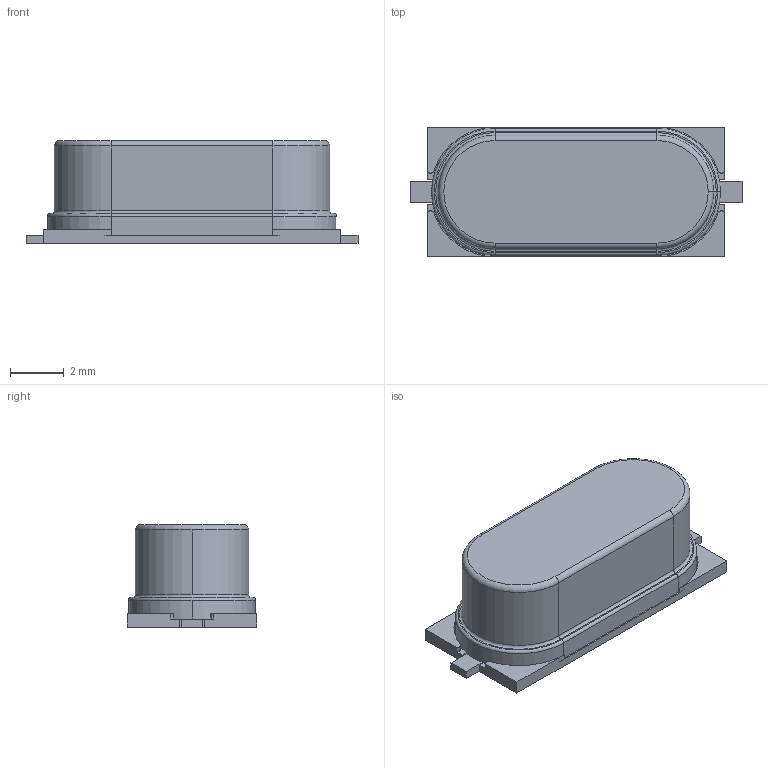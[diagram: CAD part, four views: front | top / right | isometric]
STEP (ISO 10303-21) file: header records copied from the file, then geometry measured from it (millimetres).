
FILE_DESCRIPTION (( 'STEP AP214' ), '1' );
FILE_NAME ('HC-49S_L11.0-W4.8-LS12.STEP', '2021-09-12T10:39:25', ( '' ), ( '' ), 'SwSTEP 2.0', 'SolidWorks 2018', '' );
FILE_SCHEMA (( 'AUTOMOTIVE_DESIGN' ));
Length unit declared in the file: millimetre
Products named in the file (1): HC-49S_L11.0-W4.8-LS12
Bounding box: 12.3 x 4.8 x 3.81 mm (x, y, z)
Volume: 158.4 mm3; surface area: 218.1 mm2
Topology: 1 solids, 1 shells, 135 faces, 355 edges, 230 vertices
Faces by surface type: plane 88, cylinder 24, bspline 14, torus 9
Entity records: 6339 total; most frequent: CARTESIAN_POINT 1519, ORIENTED_EDGE 710, DIRECTION 642, EDGE_CURVE 355, LINE 256, VECTOR 256, VERTEX_POINT 230, AXIS2_PLACEMENT_3D 193
